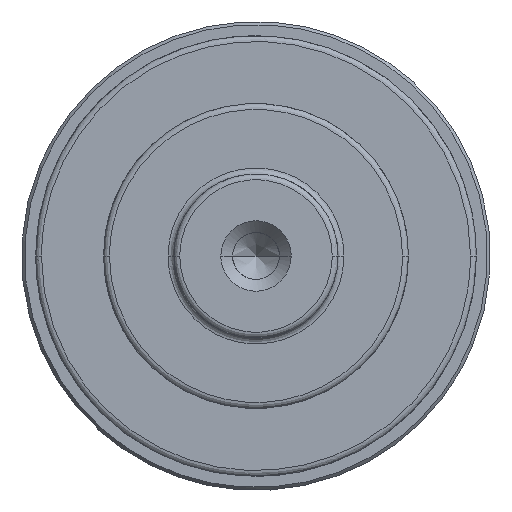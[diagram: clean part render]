
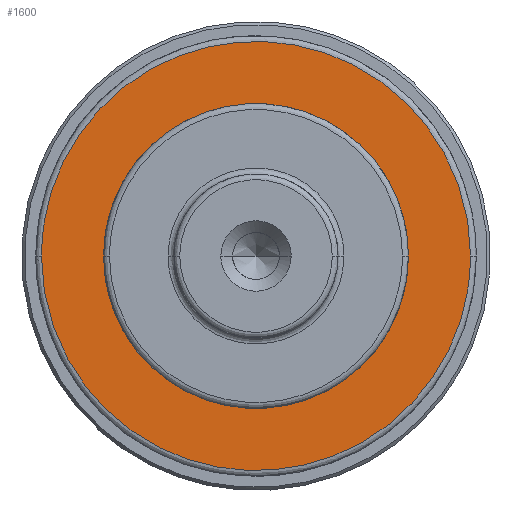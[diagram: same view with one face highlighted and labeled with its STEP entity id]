
A CAD part, left-side view. The second image highlights one B-rep face of the part: STEP entity #1600.
In plain terms, the highlighted free-form (B-spline) face has degree [1, 1] with [2, 2] control points.
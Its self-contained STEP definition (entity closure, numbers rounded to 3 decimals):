
#523 = VERTEX_POINT('',#524);
#524 = CARTESIAN_POINT('',(13.786,40.364,
    0.));
#530 = EDGE_CURVE('',#531,#523,#533,.T.);
#531 = VERTEX_POINT('',#532);
#532 = CARTESIAN_POINT('',(13.786,-40.364,0.));
#533 = ( BOUNDED_CURVE() B_SPLINE_CURVE(2,(#534,#535,#536,#537,#538),
.UNSPECIFIED.,.F.,.F.) B_SPLINE_CURVE_WITH_KNOTS((3,2,3),(0.,
1.571,3.142),.PIECEWISE_BEZIER_KNOTS.) CURVE() 
GEOMETRIC_REPRESENTATION_ITEM() RATIONAL_B_SPLINE_CURVE((1.,
0.707,1.,0.707,1.)) REPRESENTATION_ITEM('') );
#534 = CARTESIAN_POINT('',(13.786,-40.364,0.));
#535 = CARTESIAN_POINT('',(13.786,-40.364,40.364
    ));
#536 = CARTESIAN_POINT('',(13.786,0.,
    40.364));
#537 = CARTESIAN_POINT('',(13.786,40.364,
    40.364));
#538 = CARTESIAN_POINT('',(13.786,40.364,
    0.));
#568 = VERTEX_POINT('',#569);
#569 = CARTESIAN_POINT('',(13.786,-27.571,0.));
#575 = EDGE_CURVE('',#568,#576,#578,.T.);
#576 = VERTEX_POINT('',#577);
#577 = CARTESIAN_POINT('',(13.786,27.571,
    0.));
#578 = ( BOUNDED_CURVE() B_SPLINE_CURVE(2,(#579,#580,#581,#582,#583),
.UNSPECIFIED.,.F.,.F.) B_SPLINE_CURVE_WITH_KNOTS((3,2,3),(0.,
1.571,3.142),.PIECEWISE_BEZIER_KNOTS.) CURVE() 
GEOMETRIC_REPRESENTATION_ITEM() RATIONAL_B_SPLINE_CURVE((1.,
0.707,1.,0.707,1.)) REPRESENTATION_ITEM('') );
#579 = CARTESIAN_POINT('',(13.786,-27.571,0.));
#580 = CARTESIAN_POINT('',(13.786,-27.571,
    -27.571));
#581 = CARTESIAN_POINT('',(13.786,0.,
    -27.571));
#582 = CARTESIAN_POINT('',(13.786,27.571,
    -27.571));
#583 = CARTESIAN_POINT('',(13.786,27.571,
    0.));
#1600 = ADVANCED_FACE('',(#1601,#1612),#1623,.T.);
#1601 = FACE_BOUND('',#1602,.T.);
#1602 = EDGE_LOOP('',(#1603,#1604));
#1603 = ORIENTED_EDGE('',*,*,#575,.T.);
#1604 = ORIENTED_EDGE('',*,*,#1605,.T.);
#1605 = EDGE_CURVE('',#576,#568,#1606,.T.);
#1606 = ( BOUNDED_CURVE() B_SPLINE_CURVE(2,(#1607,#1608,#1609,#1610,
#1611),.UNSPECIFIED.,.F.,.F.) B_SPLINE_CURVE_WITH_KNOTS((3,2,3),(
    3.142,4.712,6.283),
.PIECEWISE_BEZIER_KNOTS.) CURVE() GEOMETRIC_REPRESENTATION_ITEM() 
RATIONAL_B_SPLINE_CURVE((1.,0.707,1.,0.707,1.)) 
REPRESENTATION_ITEM('') );
#1607 = CARTESIAN_POINT('',(13.786,27.571,
    0.));
#1608 = CARTESIAN_POINT('',(13.786,27.571,
    27.571));
#1609 = CARTESIAN_POINT('',(13.786,0.,
    27.571));
#1610 = CARTESIAN_POINT('',(13.786,-27.571,
    27.571));
#1611 = CARTESIAN_POINT('',(13.786,-27.571,
    0.));
#1612 = FACE_BOUND('',#1613,.T.);
#1613 = EDGE_LOOP('',(#1614,#1615));
#1614 = ORIENTED_EDGE('',*,*,#530,.T.);
#1615 = ORIENTED_EDGE('',*,*,#1616,.T.);
#1616 = EDGE_CURVE('',#523,#531,#1617,.T.);
#1617 = ( BOUNDED_CURVE() B_SPLINE_CURVE(2,(#1618,#1619,#1620,#1621,
#1622),.UNSPECIFIED.,.F.,.F.) B_SPLINE_CURVE_WITH_KNOTS((3,2,3),(
    3.142,4.712,6.283),
.PIECEWISE_BEZIER_KNOTS.) CURVE() GEOMETRIC_REPRESENTATION_ITEM() 
RATIONAL_B_SPLINE_CURVE((1.,0.707,1.,0.707,1.)) 
REPRESENTATION_ITEM('') );
#1618 = CARTESIAN_POINT('',(13.786,40.364,
    0.));
#1619 = CARTESIAN_POINT('',(13.786,40.364,
    -40.364));
#1620 = CARTESIAN_POINT('',(13.786,0.,
    -40.364));
#1621 = CARTESIAN_POINT('',(13.786,-40.364,-40.364)
  );
#1622 = CARTESIAN_POINT('',(13.786,-40.364,
    0.));
#1623 = B_SPLINE_SURFACE_WITH_KNOTS('',1,1,(
    (#1624,#1625)
    ,(#1626,#1627
    )),.UNSPECIFIED.,.F.,.F.,.F.,(2,2),(2,2),(-12.6,60.6),(-36.6,36.6),
  .PIECEWISE_BEZIER_KNOTS.);
#1624 = CARTESIAN_POINT('',(13.786,40.364,
    -40.364));
#1625 = CARTESIAN_POINT('',(13.786,40.364,
    40.364));
#1626 = CARTESIAN_POINT('',(13.786,-40.364,-40.364)
  );
#1627 = CARTESIAN_POINT('',(13.786,-40.364,
    40.364));
